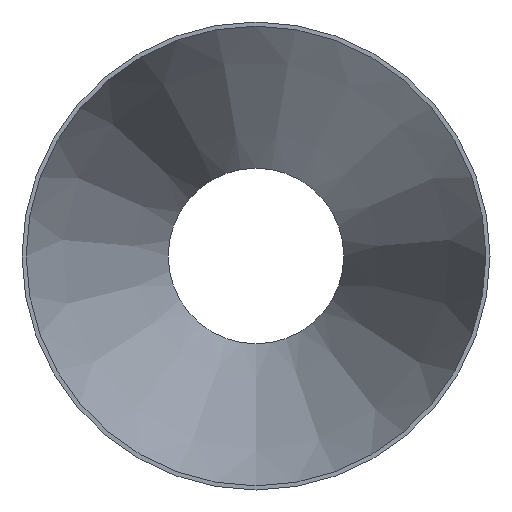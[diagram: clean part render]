
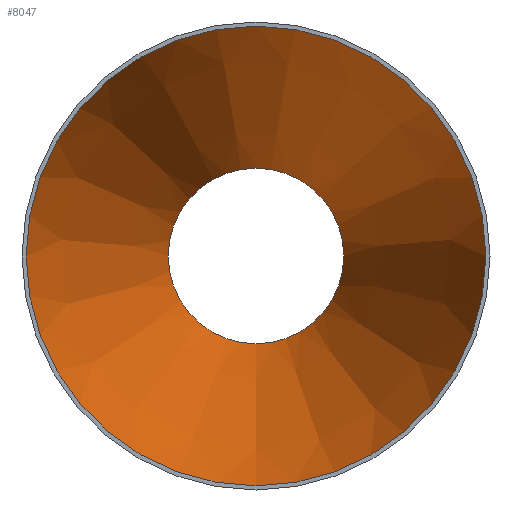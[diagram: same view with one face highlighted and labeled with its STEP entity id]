
A CAD part, front view. The second image highlights one B-rep face of the part: STEP entity #8047.
In plain terms, the highlighted conical face has half-angle 18.114 degrees and reference radius 174.644 mm.
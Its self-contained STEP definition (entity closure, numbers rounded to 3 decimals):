
#1211 = CIRCLE ( 'NONE', #20296, 174.644 ) ;
#3456 = AXIS2_PLACEMENT_3D ( 'NONE', #21297, #4730, #11374 ) ;
#3650 = VERTEX_POINT ( 'NONE', #16488 ) ;
#4730 = DIRECTION ( 'NONE',  ( 0., -1., 0. ) ) ;
#8047 = ADVANCED_FACE ( 'NONE', ( #39367, #30004 ), #32581, .F. ) ;
#8741 = ORIENTED_EDGE ( 'NONE', *, *, #22754, .F. ) ;
#9137 = DIRECTION ( 'NONE',  ( 0., -1., 0. ) ) ;
#10100 = CARTESIAN_POINT ( 'NONE',  ( 0., 330., 0. ) ) ;
#10278 = VERTEX_POINT ( 'NONE', #29128 ) ;
#10419 = AXIS2_PLACEMENT_3D ( 'NONE', #10100, #35376, #22517 ) ;
#11374 = DIRECTION ( 'NONE',  ( 0., 0., -1. ) ) ;
#12857 = DIRECTION ( 'NONE',  ( 0., 0., -1. ) ) ;
#16488 = CARTESIAN_POINT ( 'NONE',  ( 0., 0., -174.644 ) ) ;
#20296 = AXIS2_PLACEMENT_3D ( 'NONE', #31501, #9137, #12857 ) ;
#21297 = CARTESIAN_POINT ( 'NONE',  ( 0., 0., 0. ) ) ;
#22517 = DIRECTION ( 'NONE',  ( 0., 0., -1. ) ) ;
#22754 = EDGE_CURVE ( 'NONE', #10278, #10278, #27618, .T. ) ;
#27618 = CIRCLE ( 'NONE', #10419, 66.694 ) ;
#28580 = EDGE_LOOP ( 'NONE', ( #34610 ) ) ;
#29128 = CARTESIAN_POINT ( 'NONE',  ( 0., 330., -66.694 ) ) ;
#30004 = FACE_OUTER_BOUND ( 'NONE', #28580, .T. ) ;
#30260 = EDGE_LOOP ( 'NONE', ( #8741 ) ) ;
#31501 = CARTESIAN_POINT ( 'NONE',  ( 0., 0., 0. ) ) ;
#32581 = CONICAL_SURFACE ( 'NONE', #3456, 174.644, 0.316 ) ;
#33598 = EDGE_CURVE ( 'NONE', #3650, #3650, #1211, .T. ) ;
#34610 = ORIENTED_EDGE ( 'NONE', *, *, #33598, .T. ) ;
#35376 = DIRECTION ( 'NONE',  ( 0., -1., 0. ) ) ;
#39367 = FACE_BOUND ( 'NONE', #30260, .T. ) ;
